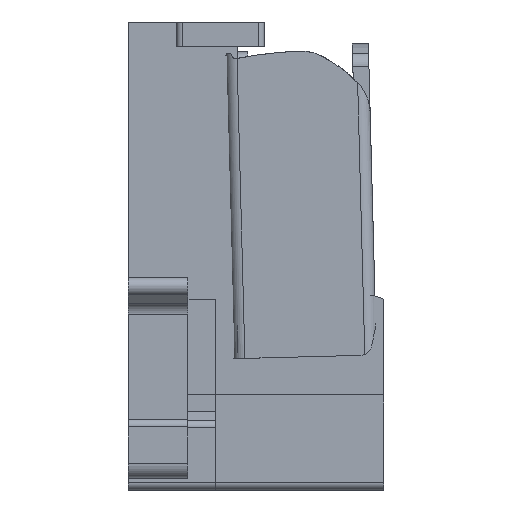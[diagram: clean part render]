
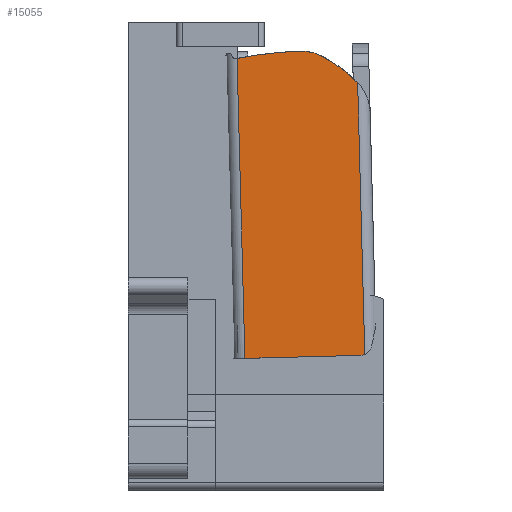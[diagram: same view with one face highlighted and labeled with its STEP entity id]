
A CAD part, left-side view. The second image highlights one B-rep face of the part: STEP entity #15055.
In plain terms, the highlighted face is planar.
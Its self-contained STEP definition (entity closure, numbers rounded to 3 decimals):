
#452=FACE_OUTER_BOUND('',#1214,.T.);
#1214=EDGE_LOOP('',(#9979,#9980,#9981,#9982,#9983,#9984,#9985));
#2014=CIRCLE('',#15868,9.);
#2026=CIRCLE('',#15899,0.8);
#2027=CIRCLE('',#15900,2.9);
#2028=CIRCLE('',#15901,25.75);
#2655=LINE('',#22032,#4342);
#2656=LINE('',#22038,#4343);
#2657=LINE('',#22039,#4344);
#4342=VECTOR('',#17468,1000.);
#4343=VECTOR('',#17473,1000.);
#4344=VECTOR('',#17474,1000.);
#6037=VERTEX_POINT('',#21878);
#6038=VERTEX_POINT('',#21880);
#6084=VERTEX_POINT('',#22029);
#6085=VERTEX_POINT('',#22030);
#6086=VERTEX_POINT('',#22033);
#6087=VERTEX_POINT('',#22035);
#6088=VERTEX_POINT('',#22037);
#7592=EDGE_CURVE('',#6037,#6038,#2014,.T.);
#7641=EDGE_CURVE('',#6084,#6085,#2026,.T.);
#7642=EDGE_CURVE('',#6084,#6038,#2655,.F.);
#7643=EDGE_CURVE('',#6086,#6037,#2027,.T.);
#7644=EDGE_CURVE('',#6087,#6086,#2028,.T.);
#7645=EDGE_CURVE('',#6088,#6087,#2656,.F.);
#7646=EDGE_CURVE('',#6085,#6088,#2657,.T.);
#9979=ORIENTED_EDGE('',*,*,#7641,.F.);
#9980=ORIENTED_EDGE('',*,*,#7642,.T.);
#9981=ORIENTED_EDGE('',*,*,#7592,.F.);
#9982=ORIENTED_EDGE('',*,*,#7643,.F.);
#9983=ORIENTED_EDGE('',*,*,#7644,.F.);
#9984=ORIENTED_EDGE('',*,*,#7645,.F.);
#9985=ORIENTED_EDGE('',*,*,#7646,.F.);
#14406=PLANE('',#15898);
#15055=ADVANCED_FACE('',(#452),#14406,.F.);
#15868=AXIS2_PLACEMENT_3D('',#21881,#17384,#17385);
#15898=AXIS2_PLACEMENT_3D('',#22028,#17464,#17465);
#15899=AXIS2_PLACEMENT_3D('',#22031,#17466,#17467);
#15900=AXIS2_PLACEMENT_3D('',#22034,#17469,#17470);
#15901=AXIS2_PLACEMENT_3D('',#22036,#17471,#17472);
#17384=DIRECTION('center_axis',(0.,0.,1.));
#17385=DIRECTION('ref_axis',(1.,0.,0.));
#17464=DIRECTION('center_axis',(0.,0.,1.));
#17465=DIRECTION('ref_axis',(1.,0.,0.));
#17466=DIRECTION('center_axis',(0.,0.,1.));
#17467=DIRECTION('ref_axis',(1.,0.,0.));
#17468=DIRECTION('',(-1.,0.,0.));
#17469=DIRECTION('center_axis',(0.,0.,1.));
#17470=DIRECTION('ref_axis',(1.,0.,0.));
#17471=DIRECTION('center_axis',(0.,0.,1.));
#17472=DIRECTION('ref_axis',(1.,0.,0.));
#17473=DIRECTION('',(-1.,0.,0.));
#17474=DIRECTION('',(0.,-1.,0.));
#21878=CARTESIAN_POINT('',(20.567,6.501,0.));
#21880=CARTESIAN_POINT('',(18.626,9.,0.));
#21881=CARTESIAN_POINT('Origin',(12.6,2.315,0.));
#22028=CARTESIAN_POINT('Origin',(0.8,8.714,0.));
#22029=CARTESIAN_POINT('',(0.053,9.,0.));
#22030=CARTESIAN_POINT('',(0.,8.714,0.));
#22031=CARTESIAN_POINT('Origin',(0.8,8.714,0.));
#22032=CARTESIAN_POINT('',(20.9,9.,0.));
#22033=CARTESIAN_POINT('',(20.9,5.14,0.));
#22034=CARTESIAN_POINT('Origin',(18.,5.152,0.));
#22035=CARTESIAN_POINT('',(20.513,0.8,0.));
#22036=CARTESIAN_POINT('Origin',(-4.85,5.25,0.));
#22037=CARTESIAN_POINT('',(0.,0.8,0.));
#22038=CARTESIAN_POINT('',(20.9,0.8,0.));
#22039=CARTESIAN_POINT('',(0.,8.714,0.));
